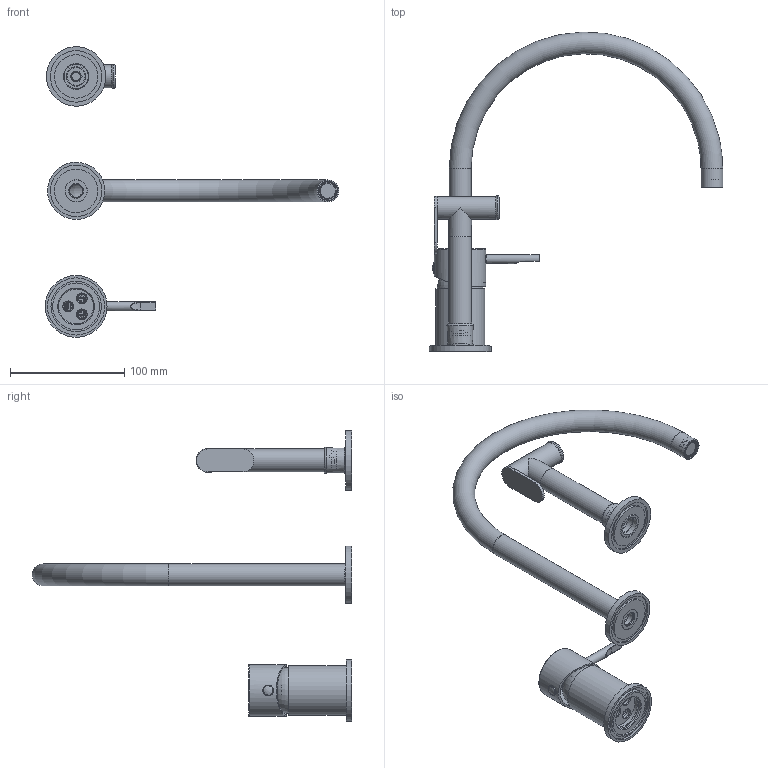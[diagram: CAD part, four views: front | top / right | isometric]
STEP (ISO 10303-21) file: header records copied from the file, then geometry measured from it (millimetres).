
FILE_DESCRIPTION (( 'STEP AP203' ), '1' );
FILE_NAME ('39EP07207.STEP', '2024-11-08T08:20:59', ( '' ), ( '' ), 'SwSTEP 2.0', 'SolidWorks 2021', '' );
FILE_SCHEMA (( 'CONFIG_CONTROL_DESIGN' ));
Length unit declared in the file: millimetre
Products named in the file (1): 39EP07207
Bounding box: 256.5 x 279.3 x 254 mm (x, y, z)
Volume: 153965.9 mm3; surface area: 127658.1 mm2
Topology: 14 solids, 14 shells, 419 faces, 901 edges, 555 vertices
Faces by surface type: plane 164, cylinder 137, bspline 41, cone 31, torus 27, sphere 19
Full cylindrical faces by diameter (mm): 0.5 x24, 4.2 x1, 5 x2, 6.8 x1, 7 x3, 7.5 x1, 8 x1, 9 x3, 9.5 x1, 11 x1, 12.955 x1, 13 x1, 13.485 x1, 14.5 x1, 15 x1, 15.173 x1, 15.5 x1, 15.651 x1, 16.5 x1, 16.75 x1, 17 x2, 18 x3, 19 x2, 19.45 x1, 20 x3, 21.2 x1, 30.5 x2, 31 x1, 35.2 x1, 35.8 x2
Entity records: 14702 total; most frequent: CARTESIAN_POINT 6426, DIRECTION 1749, ORIENTED_EDGE 1466, AXIS2_PLACEMENT_3D 747, EDGE_CURVE 733, EDGE_LOOP 612, VERTEX_POINT 519, FACE_OUTER_BOUND 508
